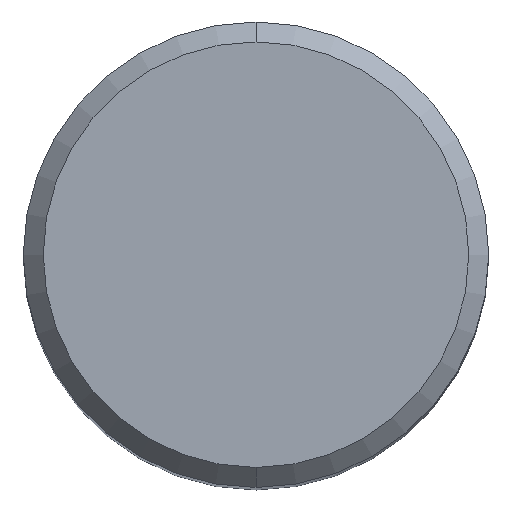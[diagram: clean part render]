
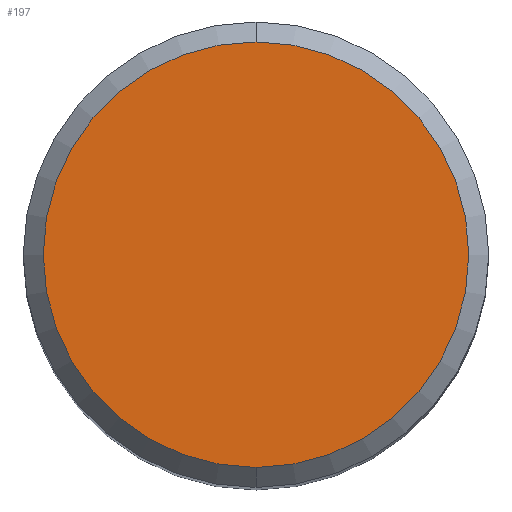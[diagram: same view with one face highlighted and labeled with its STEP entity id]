
A CAD part, top view. The second image highlights one B-rep face of the part: STEP entity #197.
In plain terms, the highlighted planar face has unit normal (0, 0, 1).
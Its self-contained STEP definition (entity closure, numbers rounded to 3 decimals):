
#133=EDGE_CURVE('',#149,#189,#287,.T.);
#149=VERTEX_POINT('',#304);
#189=VERTEX_POINT('',#349);
#197=ADVANCED_FACE('',(#358),#359,.T.);
#219=EDGE_CURVE('',#189,#149,#386,.T.);
#287=CIRCLE('',#462,6.4);
#304=CARTESIAN_POINT('',(0.0,6.4,0.));
#349=CARTESIAN_POINT('',(0.,-6.4,0.));
#358=FACE_OUTER_BOUND('',#551,.T.);
#359=PLANE('',#552);
#386=CIRCLE('',#585,6.4);
#462=AXIS2_PLACEMENT_3D('',#641,#642,#643);
#551=EDGE_LOOP('',(#730,#731));
#552=AXIS2_PLACEMENT_3D('',#732,#733,#734);
#585=AXIS2_PLACEMENT_3D('',#778,#779,#780);
#641=CARTESIAN_POINT('',(0.0,0.0,0.));
#642=DIRECTION('',(0.0,0.0,-1.0));
#643=DIRECTION('',(0.0,1.0,0.0));
#730=ORIENTED_EDGE('',*,*,#133,.F.);
#731=ORIENTED_EDGE('',*,*,#219,.F.);
#732=CARTESIAN_POINT('',(0.0,3.2,0.));
#733=DIRECTION('',(-0.0,0.0,1.0));
#734=DIRECTION('',(0.0,-1.0,0.0));
#778=CARTESIAN_POINT('',(0.0,0.0,0.));
#779=DIRECTION('',(0.0,0.0,-1.0));
#780=DIRECTION('',(0.0,1.0,0.0));
